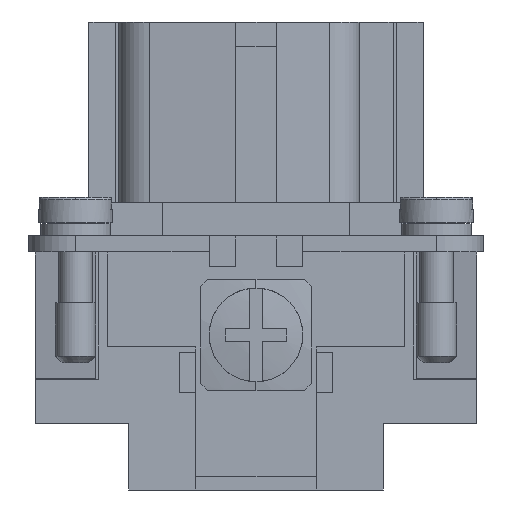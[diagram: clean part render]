
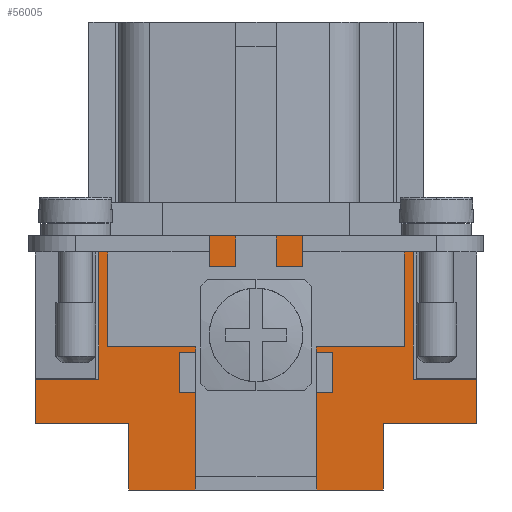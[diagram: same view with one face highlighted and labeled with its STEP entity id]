
A CAD part, left-side view. The second image highlights one B-rep face of the part: STEP entity #56005.
In plain terms, the highlighted planar face has unit normal (-1, 0, 0).
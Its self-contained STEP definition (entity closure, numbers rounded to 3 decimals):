
#44475=CARTESIAN_POINT('',(-45.0,11.75,19.0));
#44476=VERTEX_POINT('',#44475);
#44483=CARTESIAN_POINT('',(-45.0,-11.75,19.0));
#44484=VERTEX_POINT('',#44483);
#44485=CARTESIAN_POINT('',(-45.0,-11.75,19.0));
#44486=DIRECTION('',(0.0,1.0,0.0));
#44487=VECTOR('',#44486,23.5);
#44488=LINE('',#44485,#44487);
#44489=EDGE_CURVE('',#44484,#44476,#44488,.T.);
#49289=CARTESIAN_POINT('',(-45.0,-11.75,8.3));
#49290=VERTEX_POINT('',#49289);
#49299=CARTESIAN_POINT('',(-45.0,-11.75,8.3));
#49300=DIRECTION('',(0.0,0.0,1.0));
#49301=VECTOR('',#49300,10.7);
#49302=LINE('',#49299,#49301);
#49303=EDGE_CURVE('',#49290,#44484,#49302,.T.);
#49313=CARTESIAN_POINT('',(-45.0,-16.5,8.3));
#49314=VERTEX_POINT('',#49313);
#49315=CARTESIAN_POINT('',(-45.0,-16.5,8.3));
#49316=DIRECTION('',(0.0,1.0,0.0));
#49317=VECTOR('',#49316,4.75);
#49318=LINE('',#49315,#49317);
#49319=EDGE_CURVE('',#49314,#49290,#49318,.T.);
#49337=CARTESIAN_POINT('',(-45.0,11.75,8.3));
#49338=VERTEX_POINT('',#49337);
#49347=CARTESIAN_POINT('',(-45.0,11.75,19.0));
#49348=DIRECTION('',(0.0,0.0,-1.0));
#49349=VECTOR('',#49348,10.7);
#49350=LINE('',#49347,#49349);
#49351=EDGE_CURVE('',#44476,#49338,#49350,.T.);
#49393=CARTESIAN_POINT('',(-45.0,16.5,8.3));
#49394=VERTEX_POINT('',#49393);
#49395=CARTESIAN_POINT('',(-45.0,11.75,8.3));
#49396=DIRECTION('',(0.0,1.0,0.0));
#49397=VECTOR('',#49396,4.75);
#49398=LINE('',#49395,#49397);
#49399=EDGE_CURVE('',#49338,#49394,#49398,.T.);
#49530=CARTESIAN_POINT('',(-45.0,16.5,5.0));
#49531=VERTEX_POINT('',#49530);
#49538=CARTESIAN_POINT('',(-45.0,16.5,5.0));
#49539=DIRECTION('',(0.0,0.0,1.0));
#49540=VECTOR('',#49539,3.3);
#49541=LINE('',#49538,#49540);
#49542=EDGE_CURVE('',#49531,#49394,#49541,.T.);
#49691=CARTESIAN_POINT('',(-45.0,-16.5,5.0));
#49692=VERTEX_POINT('',#49691);
#49693=CARTESIAN_POINT('',(-45.0,-16.5,5.0));
#49694=DIRECTION('',(0.0,0.0,1.0));
#49695=VECTOR('',#49694,3.3);
#49696=LINE('',#49693,#49695);
#49697=EDGE_CURVE('',#49692,#49314,#49696,.T.);
#55471=CARTESIAN_POINT('',(-45.0,9.5,0.0));
#55472=VERTEX_POINT('',#55471);
#55479=CARTESIAN_POINT('',(-45.0,9.5,5.0));
#55480=VERTEX_POINT('',#55479);
#55481=CARTESIAN_POINT('',(-45.0,9.5,5.0));
#55482=DIRECTION('',(0.0,0.0,-1.0));
#55483=VECTOR('',#55482,5.0);
#55484=LINE('',#55481,#55483);
#55485=EDGE_CURVE('',#55480,#55472,#55484,.T.);
#55511=CARTESIAN_POINT('',(-45.0,-9.5,5.0));
#55512=VERTEX_POINT('',#55511);
#55519=CARTESIAN_POINT('',(-45.0,-9.5,0.0));
#55520=VERTEX_POINT('',#55519);
#55521=CARTESIAN_POINT('',(-45.0,-9.5,0.0));
#55522=DIRECTION('',(0.0,0.0,1.0));
#55523=VECTOR('',#55522,5.0);
#55524=LINE('',#55521,#55523);
#55525=EDGE_CURVE('',#55520,#55512,#55524,.T.);
#55888=CARTESIAN_POINT('',(-45.0,-9.5,5.0));
#55889=DIRECTION('',(0.0,-1.0,0.0));
#55890=VECTOR('',#55889,7.0);
#55891=LINE('',#55888,#55890);
#55892=EDGE_CURVE('',#55512,#49692,#55891,.T.);
#55939=CARTESIAN_POINT('',(-45.0,16.5,5.0));
#55940=DIRECTION('',(0.0,-1.0,0.0));
#55941=VECTOR('',#55940,7.0);
#55942=LINE('',#55939,#55941);
#55943=EDGE_CURVE('',#49531,#55480,#55942,.T.);
#55949=CARTESIAN_POINT('',(-45.0,-16.5,0.0));
#55950=DIRECTION('',(-1.0,0.0,0.0));
#55951=DIRECTION('',(0.0,0.0,1.0));
#55952=AXIS2_PLACEMENT_3D('',#55949,#55950,#55951);
#55953=PLANE('',#55952);
#55954=ORIENTED_EDGE('',*,*,#49303,.T.);
#55955=ORIENTED_EDGE('',*,*,#44489,.T.);
#55956=ORIENTED_EDGE('',*,*,#49351,.T.);
#55957=ORIENTED_EDGE('',*,*,#49399,.T.);
#55958=ORIENTED_EDGE('',*,*,#49542,.F.);
#55959=ORIENTED_EDGE('',*,*,#55943,.T.);
#55960=ORIENTED_EDGE('',*,*,#55485,.T.);
#55961=CARTESIAN_POINT('',(-45.0,4.55,0.0));
#55962=VERTEX_POINT('',#55961);
#55963=CARTESIAN_POINT('',(-45.0,9.5,0.0));
#55964=DIRECTION('',(0.0,-1.0,0.0));
#55965=VECTOR('',#55964,4.95);
#55966=LINE('',#55963,#55965);
#55967=EDGE_CURVE('',#55472,#55962,#55966,.T.);
#55968=ORIENTED_EDGE('',*,*,#55967,.T.);
#55969=CARTESIAN_POINT('',(-45.0,4.55,3.5));
#55970=VERTEX_POINT('',#55969);
#55971=CARTESIAN_POINT('',(-45.0,4.55,0.0));
#55972=DIRECTION('',(0.0,0.0,1.0));
#55973=VECTOR('',#55972,3.5);
#55974=LINE('',#55971,#55973);
#55975=EDGE_CURVE('',#55962,#55970,#55974,.T.);
#55976=ORIENTED_EDGE('',*,*,#55975,.T.);
#55977=CARTESIAN_POINT('',(-45.0,-4.55,3.5));
#55978=VERTEX_POINT('',#55977);
#55979=CARTESIAN_POINT('',(-45.0,4.55,3.5));
#55980=DIRECTION('',(0.0,-1.0,0.0));
#55981=VECTOR('',#55980,9.1);
#55982=LINE('',#55979,#55981);
#55983=EDGE_CURVE('',#55970,#55978,#55982,.T.);
#55984=ORIENTED_EDGE('',*,*,#55983,.T.);
#55985=CARTESIAN_POINT('',(-45.0,-4.55,0.0));
#55986=VERTEX_POINT('',#55985);
#55987=CARTESIAN_POINT('',(-45.0,-4.55,3.5));
#55988=DIRECTION('',(0.0,0.0,-1.0));
#55989=VECTOR('',#55988,3.5);
#55990=LINE('',#55987,#55989);
#55991=EDGE_CURVE('',#55978,#55986,#55990,.T.);
#55992=ORIENTED_EDGE('',*,*,#55991,.T.);
#55993=CARTESIAN_POINT('',(-45.0,-4.55,0.0));
#55994=DIRECTION('',(0.0,-1.0,0.0));
#55995=VECTOR('',#55994,4.95);
#55996=LINE('',#55993,#55995);
#55997=EDGE_CURVE('',#55986,#55520,#55996,.T.);
#55998=ORIENTED_EDGE('',*,*,#55997,.T.);
#55999=ORIENTED_EDGE('',*,*,#55525,.T.);
#56000=ORIENTED_EDGE('',*,*,#55892,.T.);
#56001=ORIENTED_EDGE('',*,*,#49697,.T.);
#56002=ORIENTED_EDGE('',*,*,#49319,.T.);
#56003=EDGE_LOOP('',(#55954,#55955,#55956,#55957,#55958,#55959,#55960,#55968,#55976,#55984,#55992,#55998,#55999,#56000,#56001,#56002));
#56004=FACE_OUTER_BOUND('',#56003,.T.);
#56005=ADVANCED_FACE('',(#56004),#55953,.T.);
